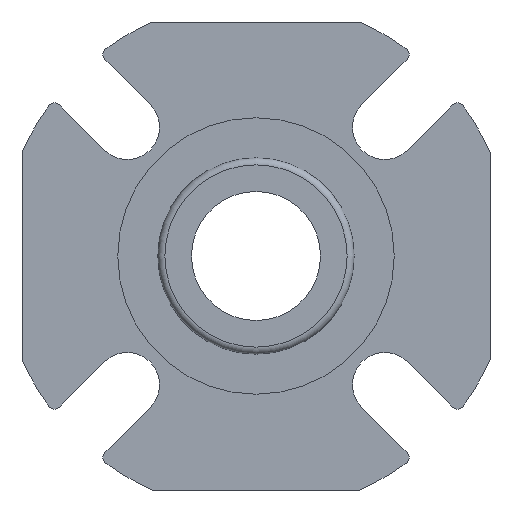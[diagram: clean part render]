
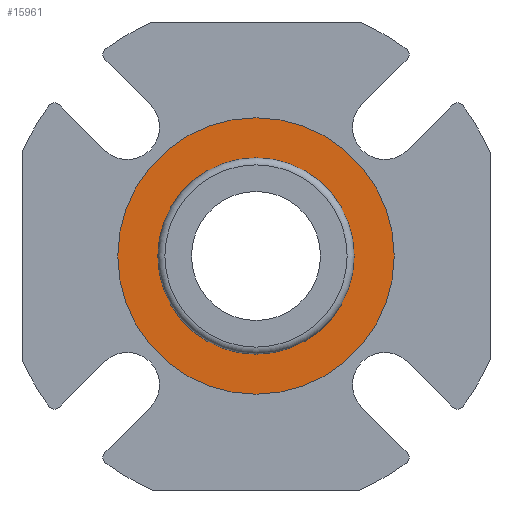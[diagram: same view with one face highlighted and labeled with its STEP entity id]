
A CAD part, left-side view. The second image highlights one B-rep face of the part: STEP entity #15961.
In plain terms, the highlighted planar face has unit normal (-1, 0, 0).
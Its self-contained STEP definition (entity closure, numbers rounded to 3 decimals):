
#2096=PLANE('',#17210);
#4736=ORIENTED_EDGE('',*,*,#6721,.F.);
#4737=ORIENTED_EDGE('',*,*,#6722,.T.);
#6721=EDGE_CURVE('',#7843,#7843,#8607,.F.);
#6722=EDGE_CURVE('',#7844,#7844,#8608,.T.);
#7843=VERTEX_POINT('',#24754);
#7844=VERTEX_POINT('',#24757);
#8607=CIRCLE('',#17209,21.311);
#8608=CIRCLE('',#17211,30.);
#9314=EDGE_LOOP('',(#4736));
#9315=EDGE_LOOP('',(#4737));
#10080=FACE_BOUND('',#9314,.T.);
#10081=FACE_BOUND('',#9315,.T.);
#15961=ADVANCED_FACE('',(#10080,#10081),#2096,.F.);
#17209=AXIS2_PLACEMENT_3D('',#24753,#20309,#20310);
#17210=AXIS2_PLACEMENT_3D('',#24755,#20311,#20312);
#17211=AXIS2_PLACEMENT_3D('',#24756,#20313,#20314);
#20309=DIRECTION('',(1.,0.,0.));
#20310=DIRECTION('',(0.,0.,-1.));
#20311=DIRECTION('',(1.,0.,0.));
#20312=DIRECTION('',(0.,0.,-1.));
#20313=DIRECTION('',(-1.,0.,0.));
#20314=DIRECTION('',(0.,0.,1.));
#24753=CARTESIAN_POINT('',(-13.437,0.,0.));
#24754=CARTESIAN_POINT('',(-13.437,0.,-21.311));
#24755=CARTESIAN_POINT('',(-13.437,0.,30.));
#24756=CARTESIAN_POINT('',(-13.437,0.,0.));
#24757=CARTESIAN_POINT('',(-13.437,0.,30.));
